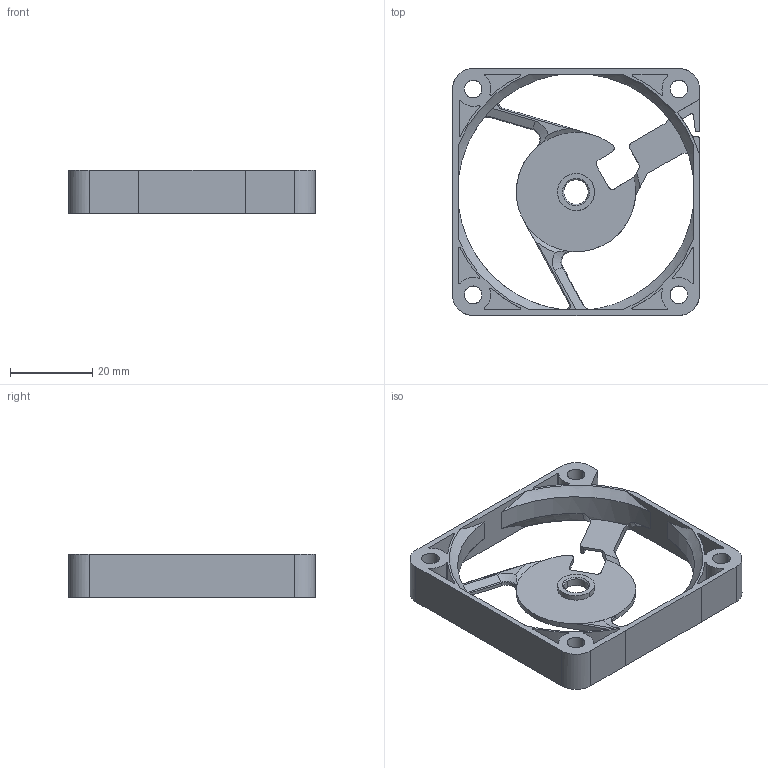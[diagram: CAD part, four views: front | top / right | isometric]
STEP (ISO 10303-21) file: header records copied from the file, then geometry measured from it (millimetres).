
FILE_DESCRIPTION (( 'STEP AP203' ), '1' );
FILE_NAME ('OD6010 Frame Only.stp', '2020-04-30T18:15:06', ( '' ), ( '' ), 'SwSTEP 2.0', 'SolidWorks 2018', '' );
FILE_SCHEMA (( 'CONFIG_CONTROL_DESIGN' ));
Length unit declared in the file: millimetre
Products named in the file (1): OD6010 Frame Only
Bounding box: 60 x 60.01 x 10.45 mm (x, y, z)
Volume: 8431.4 mm3; surface area: 9951 mm2
Topology: 1 solids, 1 shells, 170 faces, 468 edges, 306 vertices
Faces by surface type: bspline 102, plane 64, torus 4
Entity records: 9421 total; most frequent: CARTESIAN_POINT 6038, ORIENTED_EDGE 936, EDGE_CURVE 468, B_SPLINE_CURVE_WITH_KNOTS 369, VERTEX_POINT 306, DIRECTION 236, EDGE_LOOP 192, FACE_OUTER_BOUND 170
